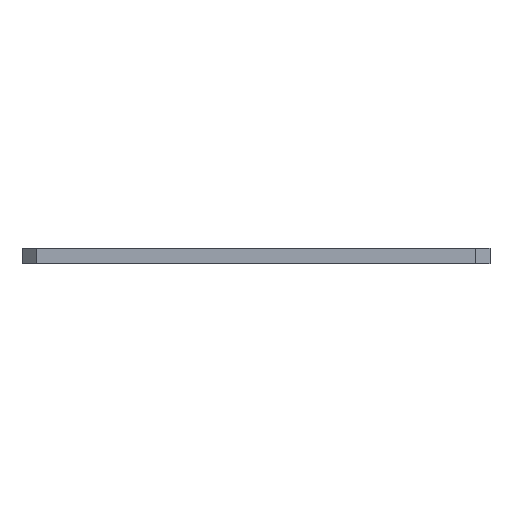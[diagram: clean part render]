
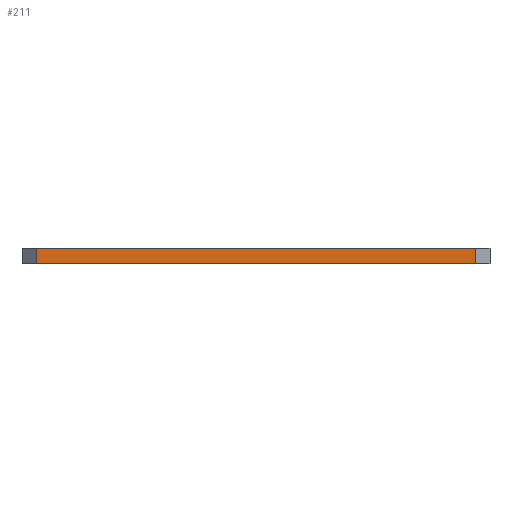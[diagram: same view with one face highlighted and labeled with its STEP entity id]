
A CAD part, left-side view. The second image highlights one B-rep face of the part: STEP entity #211.
In plain terms, the highlighted planar face has unit normal (-1, 0, 0).
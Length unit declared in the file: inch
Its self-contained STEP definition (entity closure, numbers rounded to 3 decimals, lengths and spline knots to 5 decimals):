
#6 = CARTESIAN_POINT ( 'NONE',  ( -0.5, -2.245, 0.09 ) ) ;
#7 = LINE ( 'NONE', #88, #652 ) ;
#52 = VERTEX_POINT ( 'NONE', #786 ) ;
#68 = VERTEX_POINT ( 'NONE', #156 ) ;
#88 = CARTESIAN_POINT ( 'NONE',  ( -0.5, -2.16, 0.09 ) ) ;
#95 = DIRECTION ( 'NONE',  ( 1., 0., 0. ) ) ;
#124 = CARTESIAN_POINT ( 'NONE',  ( -0.5, 0.415, 0. ) ) ;
#156 = CARTESIAN_POINT ( 'NONE',  ( -0.5, -2.16, 0.09 ) ) ;
#157 = EDGE_CURVE ( 'NONE', #52, #1120, #442, .T. ) ;
#159 = EDGE_LOOP ( 'NONE', ( #432, #440, #428, #928 ) ) ;
#161 = DIRECTION ( 'NONE',  ( 0., 0., -1. ) ) ;
#172 = CARTESIAN_POINT ( 'NONE',  ( -0.5, 0.415, 0.09 ) ) ;
#211 = ADVANCED_FACE ( 'NONE', ( #267 ), #706, .F. ) ;
#239 = DIRECTION ( 'NONE',  ( 0., 1., 0. ) ) ;
#267 = FACE_OUTER_BOUND ( 'NONE', #159, .T. ) ;
#318 = CARTESIAN_POINT ( 'NONE',  ( -0.5, -2.245, 0.09 ) ) ;
#414 = LINE ( 'NONE', #861, #587 ) ;
#427 = CARTESIAN_POINT ( 'NONE',  ( -0.5, -2.16, 0. ) ) ;
#428 = ORIENTED_EDGE ( 'NONE', *, *, #157, .T. ) ;
#432 = ORIENTED_EDGE ( 'NONE', *, *, #1010, .F. ) ;
#436 = VECTOR ( 'NONE', #674, 39.37008 ) ;
#440 = ORIENTED_EDGE ( 'NONE', *, *, #746, .F. ) ;
#442 = LINE ( 'NONE', #172, #637 ) ;
#452 = DIRECTION ( 'NONE',  ( 0., 0., -1. ) ) ;
#458 = DIRECTION ( 'NONE',  ( 0., 0., -1. ) ) ;
#489 = LINE ( 'NONE', #318, #436 ) ;
#587 = VECTOR ( 'NONE', #239, 39.37008 ) ;
#637 = VECTOR ( 'NONE', #161, 39.37008 ) ;
#652 = VECTOR ( 'NONE', #452, 39.37008 ) ;
#674 = DIRECTION ( 'NONE',  ( 0., -1., 0. ) ) ;
#696 = AXIS2_PLACEMENT_3D ( 'NONE', #6, #95, #458 ) ;
#706 = PLANE ( 'NONE',  #696 ) ;
#746 = EDGE_CURVE ( 'NONE', #52, #68, #489, .T. ) ;
#786 = CARTESIAN_POINT ( 'NONE',  ( -0.5, 0.415, 0.09 ) ) ;
#813 = VERTEX_POINT ( 'NONE', #427 ) ;
#861 = CARTESIAN_POINT ( 'NONE',  ( -0.5, 0.5, 0. ) ) ;
#890 = EDGE_CURVE ( 'NONE', #813, #1120, #414, .T. ) ;
#928 = ORIENTED_EDGE ( 'NONE', *, *, #890, .F. ) ;
#1010 = EDGE_CURVE ( 'NONE', #68, #813, #7, .T. ) ;
#1120 = VERTEX_POINT ( 'NONE', #124 ) ;
